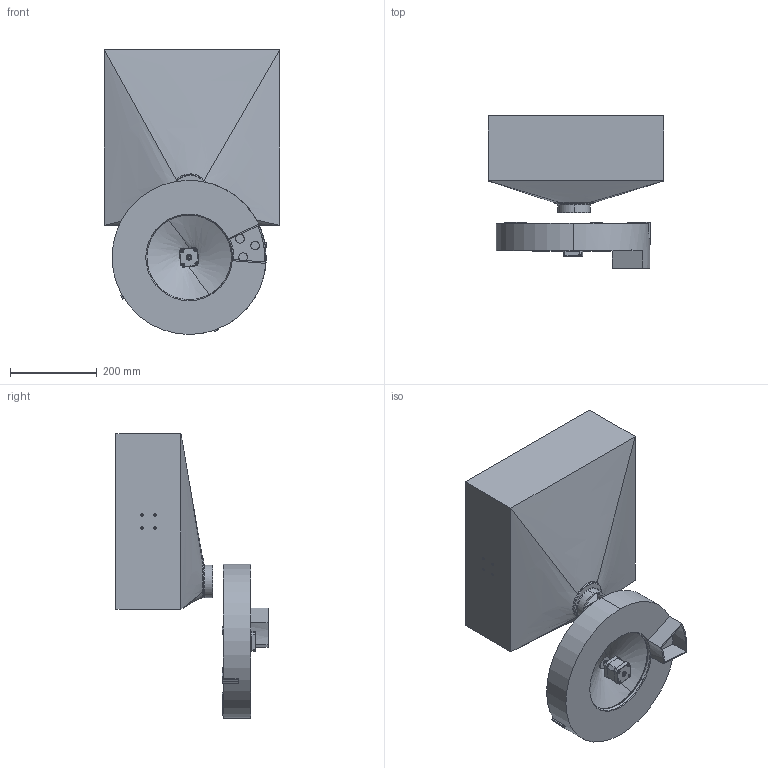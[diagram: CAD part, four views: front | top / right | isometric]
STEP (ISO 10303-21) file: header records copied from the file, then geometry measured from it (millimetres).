
FILE_DESCRIPTION (( 'STEP AP214' ), '1' );
FILE_NAME ('seed_metering_mechanism.STEP', '2021-03-25T11:59:31', ( '' ), ( '' ), 'SwSTEP 2.0', 'SolidWorks 2021', '' );
FILE_SCHEMA (( 'AUTOMOTIVE_DESIGN' ));
Length unit declared in the file: millimetre
Products named in the file (17): Tapa_Predeterminado; seed_metering_mechanism; pan cross head_am_B18.6.7M - M3 x 0.5 x 5 Type I Cross Recessed PHMS --5N; splitter-joiner; instrument ball bearing_68_am_AFBMA 12.1.4.1 - 0050-11 - 10,SI,NC,10_68; socket button head cap screw_am_B18.3.4M - 3 x 0.5 x 5 SBHCS --N; Stepper_NEMA_17_Pulley_Predeterminado; Eje_Predeterminado; splitter-slots; T5 Pulley_Predeterminado; seed holder; Base_Predeterminado; Cuerpo_Predeterminado; seed; hole_closure; holder; plate(10mm)
Assembly tree (57 placements, depth 3):
  seed_metering_mechanism
    holder
    plate(10mm)
    seed holder
    splitter-joiner  x3
    splitter-slots
    hole_closure
    Stepper_NEMA_17_Pulley_Predeterminado
      Base_Predeterminado
      Cuerpo_Predeterminado
      Tapa_Predeterminado
      pan cross head_am_B18.6.7M - M3 x 0.5 x 5 Type I Cross Recessed PHMS --5N  x4
      Eje_Predeterminado
      instrument ball bearing_68_am_AFBMA 12.1.4.1 - 0050-11 - 10,SI,NC,10_68  x2
      socket button head cap screw_am_B18.3.4M - 3 x 0.5 x 5 SBHCS --N
      T5 Pulley_Predeterminado
    seed  x36
Bounding box: 406 x 351.16 x 657.94 mm (x, y, z)
Volume: 2434715.1 mm3; surface area: 1471755.2 mm2
Topology: 56 solids, 56 shells, 774 faces, 1945 edges, 1233 vertices
Faces by surface type: cylinder 322, plane 242, sphere 82, torus 79, bspline 33, cone 16
Entity records: 33445 total; most frequent: CARTESIAN_POINT 18156, DIRECTION 3270, ORIENTED_EDGE 2852, EDGE_CURVE 1426, AXIS2_PLACEMENT_3D 1340, VERTEX_POINT 893, CIRCLE 729, EDGE_LOOP 725
